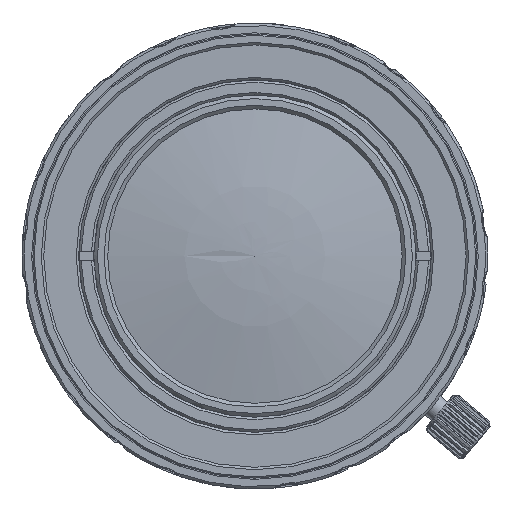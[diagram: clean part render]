
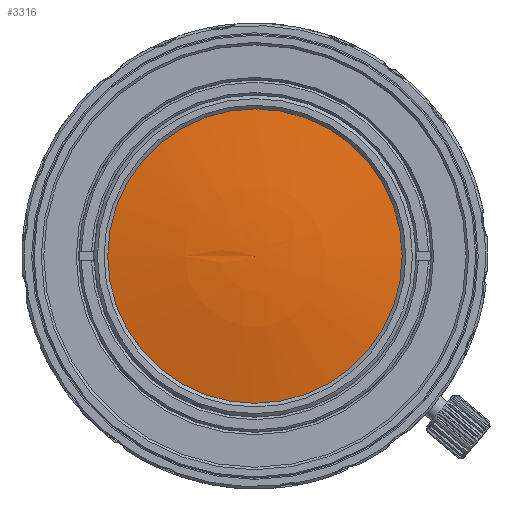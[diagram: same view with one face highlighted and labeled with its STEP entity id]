
A CAD part, left-side view. The second image highlights one B-rep face of the part: STEP entity #3316.
In plain terms, the highlighted face is a revolution surface.
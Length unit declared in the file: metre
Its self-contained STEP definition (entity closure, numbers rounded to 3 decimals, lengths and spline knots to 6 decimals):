
#3316=ADVANCED_FACE('13:53788',(#6933,#6934),#6935,.F.);
#6933=FACE_OUTER_BOUND('',#16087,.T.);
#6934=FACE_BOUND('',#16088,.T.);
#6935=SURFACE_OF_REVOLUTION('',#16089,#16090);
#16087=EDGE_LOOP('',(#25322));
#16088=VERTEX_LOOP('',#25323);
#16089=(B_SPLINE_CURVE(3,(#25325,#25326,#25327,#25328),.UNSPECIFIED.,.F.,.F.)B_SPLINE_CURVE_WITH_KNOTS((4,4),(0.0,1.0),.UNSPECIFIED.)RATIONAL_B_SPLINE_CURVE((1.0,0.333,0.333,1.0))BOUNDED_CURVE()REPRESENTATION_ITEM('')GEOMETRIC_REPRESENTATION_ITEM()CURVE());
#16090=AXIS1_PLACEMENT('',#25335,#25336);
#25322=ORIENTED_EDGE('',*,*,#31347,.F.);
#25323=VERTEX_POINT('',#31348);
#25325=CARTESIAN_POINT('',(0.078995,0.,0.));
#25326=CARTESIAN_POINT('',(0.078995,0.117422,0.));
#25327=CARTESIAN_POINT('',(-0.038427,0.117422,0.));
#25328=CARTESIAN_POINT('',(-0.038427,0.,0.));
#25335=CARTESIAN_POINT('',(0.020284,0.0,0.));
#25336=DIRECTION('',(1.0,-0.0,-0.0));
#31347=EDGE_CURVE('13:54757',#38070,#38070,#38071,.F.);
#31348=CARTESIAN_POINT('',(-0.038427,0.0,0.));
#38070=VERTEX_POINT('',#54588);
#38071=CIRCLE('',#54589,0.0122);
#54588=CARTESIAN_POINT('',(-0.037145,0.,0.0122));
#54589=AXIS2_PLACEMENT_3D('',#56351,#56352,#56353);
#56351=CARTESIAN_POINT('',(-0.037145,0.0,0.));
#56352=DIRECTION('',(-1.0,0.0,0.0));
#56353=DIRECTION('',(0.0,0.0,1.0));
